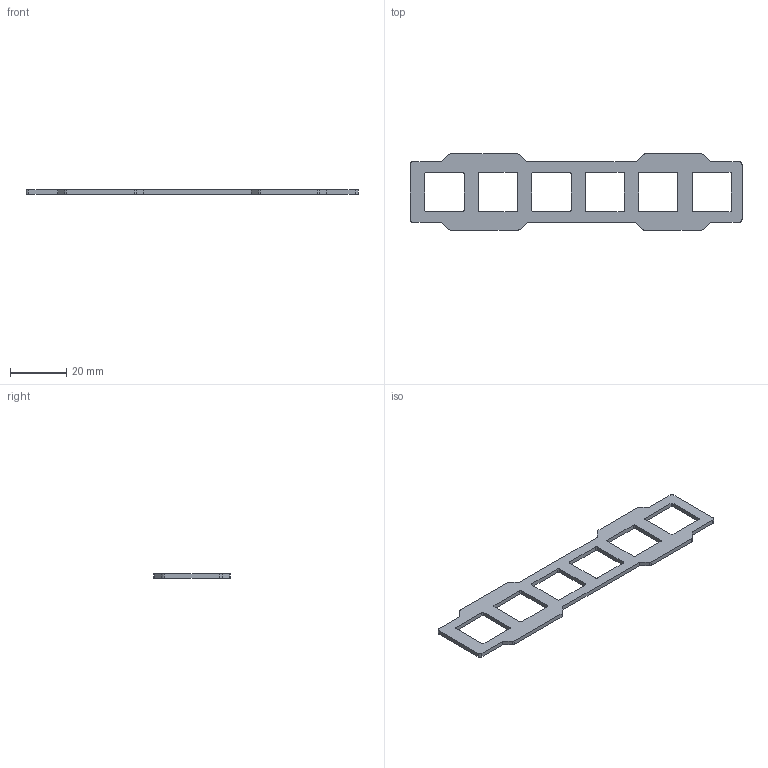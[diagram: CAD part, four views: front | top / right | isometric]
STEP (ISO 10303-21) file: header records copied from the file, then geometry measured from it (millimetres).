
FILE_DESCRIPTION(/* description */ (''),/* implementation_level */ '2;1');
FILE_NAME(/* name */ 'plate.step',/* time_stamp */ '2022-10-12T22:37:36+10:30',/* author */ (''),/* organization */ (''),/* preprocessor_version */ 'ST-DEVELOPER v19',/* originating_system */ 'Autodesk Translation Framework v11.7.0.108',/* authorisation */ '');
FILE_SCHEMA (('AUTOMOTIVE_DESIGN { 1 0 10303 214 3 1 1 }'));
Length unit declared in the file: millimetre
Products named in the file (1): FusionComponent
Bounding box: 118.3 x 27.15 x 1.5 mm (x, y, z)
Volume: 2491.3 mm3; surface area: 4248.4 mm2
Topology: 1 solids, 1 shells, 82 faces, 240 edges, 160 vertices
Faces by surface type: plane 46, cylinder 36
Entity records: 2793 total; most frequent: CARTESIAN_POINT 483, ORIENTED_EDGE 480, DIRECTION 478, EDGE_CURVE 240, LINE 168, VECTOR 168, VERTEX_POINT 160, AXIS2_PLACEMENT_3D 155
